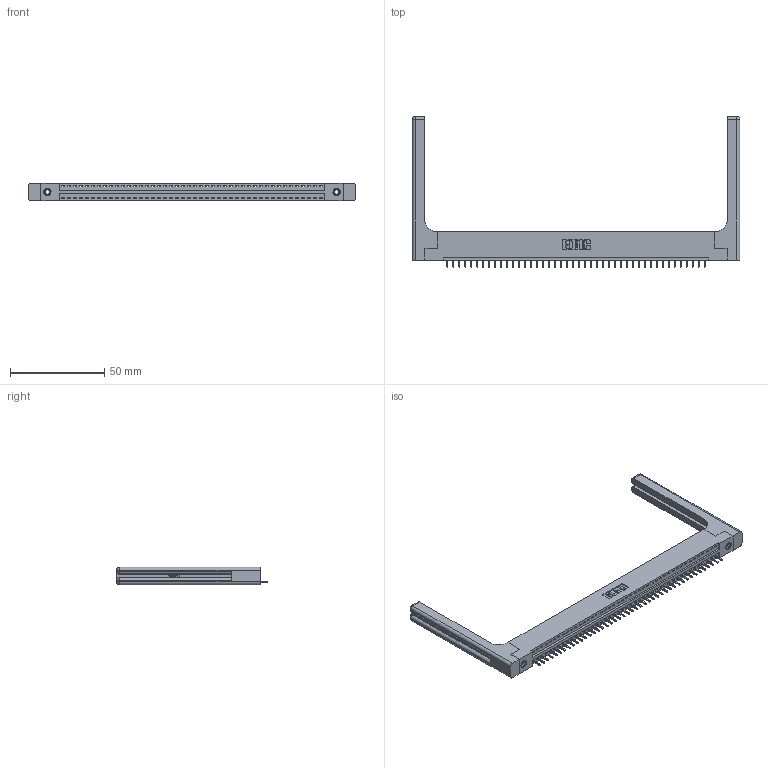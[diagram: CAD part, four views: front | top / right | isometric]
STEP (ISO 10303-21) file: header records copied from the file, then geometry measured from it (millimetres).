
FILE_DESCRIPTION (( 'STEP AP203' ), '1' );
FILE_NAME ('396-044-521-158.STEP', '2019-10-27T23:25:35', ( '' ), ( '' ), 'SwSTEP 2.0', 'SolidWorks 2016', '' );
FILE_SCHEMA (( 'CONFIG_CONTROL_DESIGN' ));
Length unit declared in the file: inch
Products named in the file (5): 345-292-001_345-293-121; 345-250-001_345-250-001-102; 346 Part_Flush Mounting Lugs - 0.156 Dia-TH; 346-220-058_345-220-058; 396-044-521-158
Assembly tree (49 placements, depth 2):
  396-044-521-158
    346 Part_Flush Mounting Lugs - 0.156 Dia-TH
    345-292-001_345-293-121  x44
    345-250-001_345-250-001-102  x2
    346-220-058_345-220-058  x2
Bounding box: 173.76 x 80.01 x 9.4 mm (x, y, z)
Volume: 24039.8 mm3; surface area: 25342.8 mm2
Topology: 49 solids, 49 shells, 2930 faces, 8739 edges, 5746 vertices
Faces by surface type: plane 1984, cylinder 886, bspline 36, cone 12, sphere 8, torus 4
Entity records: 32238 total; most frequent: CARTESIAN_POINT 6505, ORIENTED_EDGE 5280, DIRECTION 4668, EDGE_CURVE 2640, LINE 2240, VECTOR 2240, VERTEX_POINT 1750, AXIS2_PLACEMENT_3D 1214
